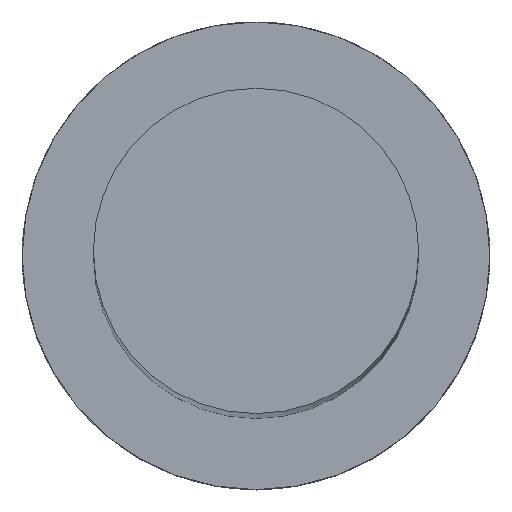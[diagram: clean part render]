
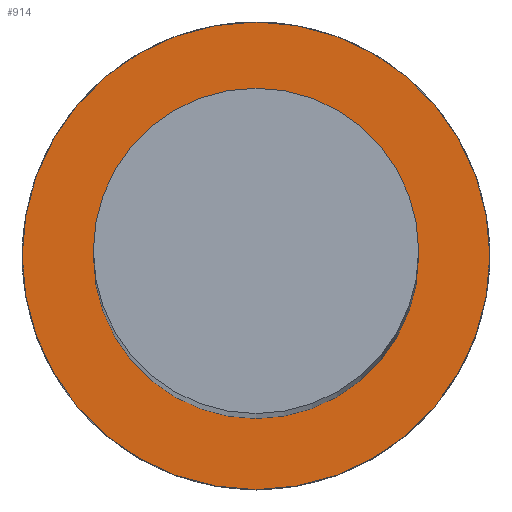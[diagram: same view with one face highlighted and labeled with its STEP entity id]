
A CAD part, top view. The second image highlights one B-rep face of the part: STEP entity #914.
In plain terms, the highlighted planar face has unit normal (0, 0, 1).
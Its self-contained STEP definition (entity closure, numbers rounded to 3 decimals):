
#12 = ORIENTED_EDGE ( 'NONE', *, *, #929, .T. ) ;
#18 = ORIENTED_EDGE ( 'NONE', *, *, #896, .F. ) ;
#81 = CARTESIAN_POINT ( 'NONE',  ( -16., 0., 22. ) ) ;
#98 = AXIS2_PLACEMENT_3D ( 'NONE', #1234, #269, #473 ) ;
#156 = DIRECTION ( 'NONE',  ( 0., 0., -1. ) ) ;
#224 = EDGE_LOOP ( 'NONE', ( #358, #18 ) ) ;
#269 = DIRECTION ( 'NONE',  ( 0., 0., -1. ) ) ;
#270 = EDGE_LOOP ( 'NONE', ( #12, #425 ) ) ;
#296 = CIRCLE ( 'NONE', #978, 16. ) ;
#317 = VERTEX_POINT ( 'NONE', #848 ) ;
#358 = ORIENTED_EDGE ( 'NONE', *, *, #1052, .F. ) ;
#385 = CARTESIAN_POINT ( 'NONE',  ( 23., 0., 22. ) ) ;
#392 = DIRECTION ( 'NONE',  ( -1., 0., 0. ) ) ;
#425 = ORIENTED_EDGE ( 'NONE', *, *, #660, .T. ) ;
#462 = CIRCLE ( 'NONE', #1221, 23. ) ;
#473 = DIRECTION ( 'NONE',  ( -1., 0., 0. ) ) ;
#492 = FACE_OUTER_BOUND ( 'NONE', #224, .T. ) ;
#542 = FACE_BOUND ( 'NONE', #270, .T. ) ;
#606 = DIRECTION ( 'NONE',  ( -1., 0., 0. ) ) ;
#660 = EDGE_CURVE ( 'NONE', #317, #1407, #296, .T. ) ;
#662 = CIRCLE ( 'NONE', #1402, 16. ) ;
#687 = PLANE ( 'NONE',  #98 ) ;
#698 = CARTESIAN_POINT ( 'NONE',  ( 0., 0., 22. ) ) ;
#742 = AXIS2_PLACEMENT_3D ( 'NONE', #1151, #1257, #606 ) ;
#744 = CARTESIAN_POINT ( 'NONE',  ( 0., 0., 22. ) ) ;
#810 = DIRECTION ( 'NONE',  ( -1., 0., 0. ) ) ;
#848 = CARTESIAN_POINT ( 'NONE',  ( 16., 0., 22. ) ) ;
#896 = EDGE_CURVE ( 'NONE', #1316, #1360, #462, .T. ) ;
#906 = DIRECTION ( 'NONE',  ( 0., 0., -1. ) ) ;
#914 = ADVANCED_FACE ( 'NONE', ( #542, #492 ), #687, .F. ) ;
#929 = EDGE_CURVE ( 'NONE', #1407, #317, #662, .T. ) ;
#978 = AXIS2_PLACEMENT_3D ( 'NONE', #744, #1057, #1169 ) ;
#1052 = EDGE_CURVE ( 'NONE', #1360, #1316, #1305, .T. ) ;
#1057 = DIRECTION ( 'NONE',  ( 0., 0., -1. ) ) ;
#1144 = CARTESIAN_POINT ( 'NONE',  ( 0., 0., 22. ) ) ;
#1151 = CARTESIAN_POINT ( 'NONE',  ( 0., 0., 22. ) ) ;
#1169 = DIRECTION ( 'NONE',  ( -1., 0., 0. ) ) ;
#1221 = AXIS2_PLACEMENT_3D ( 'NONE', #698, #156, #392 ) ;
#1234 = CARTESIAN_POINT ( 'NONE',  ( 0., 0., 22. ) ) ;
#1257 = DIRECTION ( 'NONE',  ( 0., 0., -1. ) ) ;
#1305 = CIRCLE ( 'NONE', #742, 23. ) ;
#1316 = VERTEX_POINT ( 'NONE', #385 ) ;
#1355 = CARTESIAN_POINT ( 'NONE',  ( -23., 0., 22. ) ) ;
#1360 = VERTEX_POINT ( 'NONE', #1355 ) ;
#1402 = AXIS2_PLACEMENT_3D ( 'NONE', #1144, #906, #810 ) ;
#1407 = VERTEX_POINT ( 'NONE', #81 ) ;
